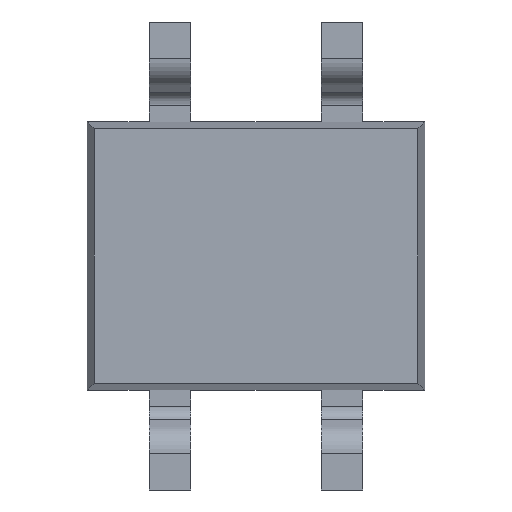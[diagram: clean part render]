
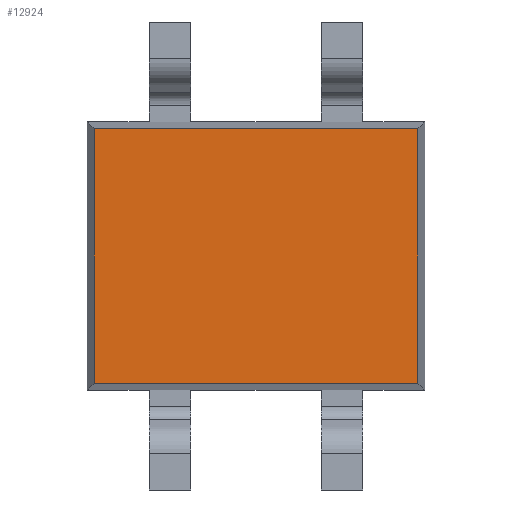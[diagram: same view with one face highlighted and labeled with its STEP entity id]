
A CAD part, front view. The second image highlights one B-rep face of the part: STEP entity #12924.
In plain terms, the highlighted planar face has unit normal (0, -1, 0).
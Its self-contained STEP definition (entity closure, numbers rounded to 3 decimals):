
#241 = CARTESIAN_POINT ( 'NONE',  ( -2.35, 0.1, 1.85 ) ) ;
#334 = DIRECTION ( 'NONE',  ( -1., 0., 0. ) ) ;
#1012 = CARTESIAN_POINT ( 'NONE',  ( 2.35, 0.1, 1.85 ) ) ;
#1874 = ORIENTED_EDGE ( 'NONE', *, *, #10787, .T. ) ;
#2197 = CARTESIAN_POINT ( 'NONE',  ( 0., 0.1, -1.85 ) ) ;
#2855 = LINE ( 'NONE', #7032, #13452 ) ;
#3082 = CARTESIAN_POINT ( 'NONE',  ( -2.35, 0.1, -1.85 ) ) ;
#3305 = DIRECTION ( 'NONE',  ( 0., 1., 0. ) ) ;
#4276 = AXIS2_PLACEMENT_3D ( 'NONE', #13077, #3305, #14158 ) ;
#4787 = LINE ( 'NONE', #5716, #6051 ) ;
#5444 = LINE ( 'NONE', #2197, #11999 ) ;
#5716 = CARTESIAN_POINT ( 'NONE',  ( 0., 0.1, 1.85 ) ) ;
#6051 = VECTOR ( 'NONE', #334, 1000. ) ;
#6215 = CARTESIAN_POINT ( 'NONE',  ( 2.35, 0.1, -1.85 ) ) ;
#6966 = VERTEX_POINT ( 'NONE', #1012 ) ;
#7004 = ORIENTED_EDGE ( 'NONE', *, *, #8100, .T. ) ;
#7032 = CARTESIAN_POINT ( 'NONE',  ( -2.35, 0.1, 0. ) ) ;
#7372 = EDGE_CURVE ( 'NONE', #6966, #9128, #4787, .T. ) ;
#7736 = DIRECTION ( 'NONE',  ( 1., 0., 0. ) ) ;
#7773 = PLANE ( 'NONE',  #4276 ) ;
#8078 = VECTOR ( 'NONE', #12965, 1000. ) ;
#8100 = EDGE_CURVE ( 'NONE', #11828, #13375, #5444, .T. ) ;
#9128 = VERTEX_POINT ( 'NONE', #241 ) ;
#9956 = CARTESIAN_POINT ( 'NONE',  ( 2.35, 0.1, 0. ) ) ;
#10472 = ORIENTED_EDGE ( 'NONE', *, *, #12106, .T. ) ;
#10787 = EDGE_CURVE ( 'NONE', #13375, #6966, #13103, .T. ) ;
#11163 = ORIENTED_EDGE ( 'NONE', *, *, #7372, .T. ) ;
#11556 = DIRECTION ( 'NONE',  ( 0., 0., -1. ) ) ;
#11828 = VERTEX_POINT ( 'NONE', #3082 ) ;
#11999 = VECTOR ( 'NONE', #7736, 1000. ) ;
#12106 = EDGE_CURVE ( 'NONE', #9128, #11828, #2855, .T. ) ;
#12442 = EDGE_LOOP ( 'NONE', ( #11163, #10472, #7004, #1874 ) ) ;
#12924 = ADVANCED_FACE ( 'NONE', ( #13502 ), #7773, .F. ) ;
#12965 = DIRECTION ( 'NONE',  ( 0., 0., 1. ) ) ;
#13077 = CARTESIAN_POINT ( 'NONE',  ( 0., 0.1, 0. ) ) ;
#13103 = LINE ( 'NONE', #9956, #8078 ) ;
#13375 = VERTEX_POINT ( 'NONE', #6215 ) ;
#13452 = VECTOR ( 'NONE', #11556, 1000. ) ;
#13502 = FACE_OUTER_BOUND ( 'NONE', #12442, .T. ) ;
#14158 = DIRECTION ( 'NONE',  ( 0., 0., 1. ) ) ;
